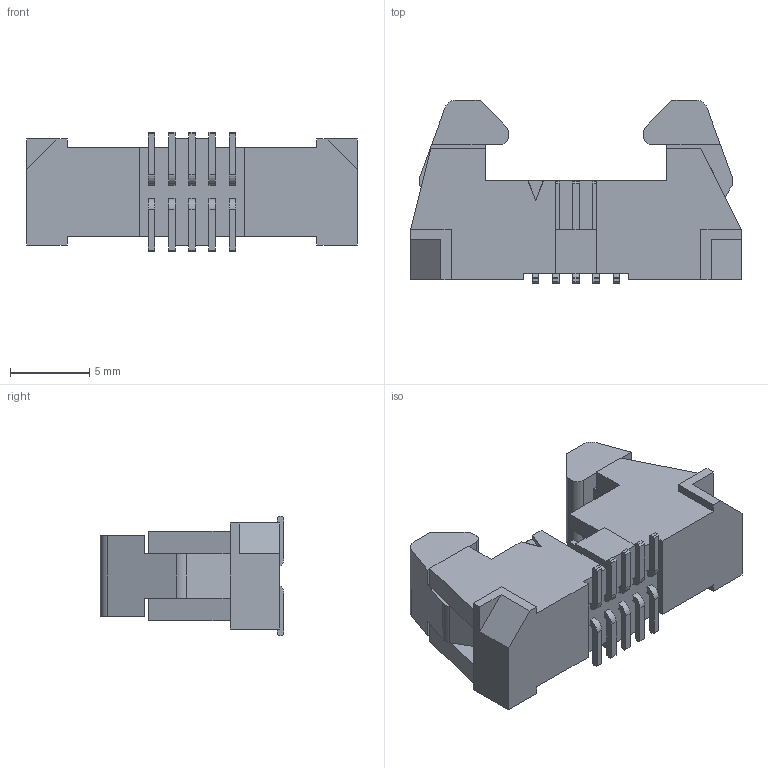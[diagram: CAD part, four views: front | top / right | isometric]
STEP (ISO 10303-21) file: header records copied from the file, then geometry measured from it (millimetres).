
FILE_DESCRIPTION( ( 'STEP AP214' ), '1' );
FILE_NAME( 'EHF-105-01-F-D-SM.stp', '2019-06-13T23:30:09', ( '' ), ( '' ), ' ', 'PARTsolutions', ' ' );
FILE_SCHEMA( ( 'AUTOMOTIVE_DESIGN { 1 0 10303 214 1 1 1 1 }' ) );
Length unit declared in the file: inch
Products named in the file (4): EHF-105-01-F-D-SM; _EHF-105-01-D_header; _EHF-First_Position_Indicator; _T-1S15-02-05-D-SM
Assembly tree (3 placements, depth 2):
  EHF-105-01-F-D-SM
    _EHF-105-01-D_header
    _EHF-First_Position_Indicator
    _T-1S15-02-05-D-SM
Bounding box: 20.83 x 11.56 x 7.52 mm (x, y, z)
Volume: 775.5 mm3; surface area: 1083.7 mm2
Topology: 3 solids, 3 shells, 263 faces, 753 edges, 496 vertices
Faces by surface type: plane 235, cylinder 28
Entity records: 10613 total; most frequent: CARTESIAN_POINT 1516, ORIENTED_EDGE 1506, DIRECTION 1343, EDGE_CURVE 753, LINE 697, VECTOR 697, VERTEX_POINT 496, AXIS2_PLACEMENT_3D 323
